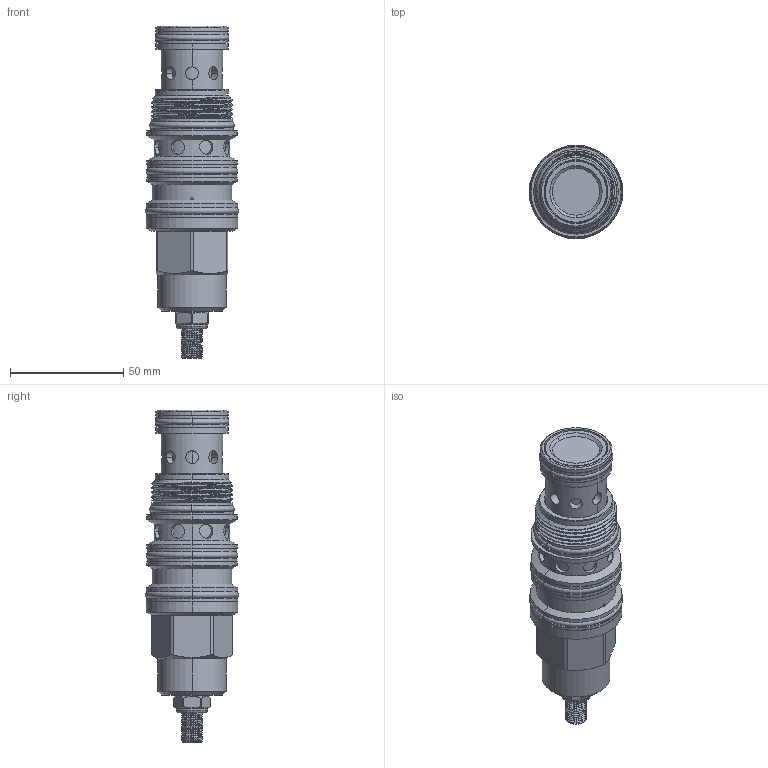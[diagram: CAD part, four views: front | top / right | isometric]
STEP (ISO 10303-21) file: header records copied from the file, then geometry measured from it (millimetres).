
FILE_DESCRIPTION (( 'STEP AP203' ), '1' );
FILE_NAME ('FR23A4F0080L.STEP', '2022-11-18T02:04:08', ( '' ), ( '' ), 'SwSTEP 2.0', 'SolidWorks 2018', '' );
FILE_SCHEMA (( 'CONFIG_CONTROL_DESIGN' ));
Length unit declared in the file: millimetre
Products named in the file (1): FR23A4F0080L
Bounding box: 41.18 x 41.18 x 146.3 mm (x, y, z)
Volume: 112552.6 mm3; surface area: 25083.7 mm2
Topology: 2 solids, 4 shells, 363 faces, 843 edges, 533 vertices
Faces by surface type: cylinder 201, plane 81, cone 42, torus 29, bspline 10
Entity records: 18509 total; most frequent: CARTESIAN_POINT 10393, ORIENTED_EDGE 1686, DIRECTION 1679, EDGE_CURVE 843, AXIS2_PLACEMENT_3D 690, VERTEX_POINT 533, EDGE_LOOP 412, FACE_OUTER_BOUND 363
